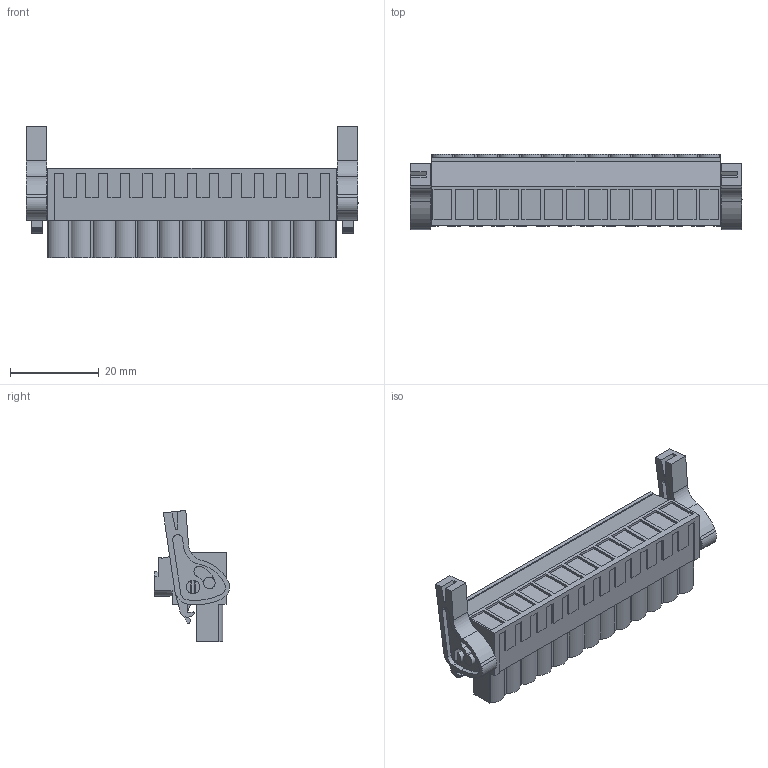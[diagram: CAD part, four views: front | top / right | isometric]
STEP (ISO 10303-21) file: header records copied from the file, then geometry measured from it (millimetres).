
FILE_DESCRIPTION(('CATIA V5 STEP Exchange','CAx-IF Rec.Pracs.--- Model Styling and Organization---1.2---2011-12-15'),'2;1');
FILE_NAME ('D1460376_0_1956260000_1956260000.stp','2017-05-31T13:03:05+00:00',('none'),('Weidmueller'),'CATIA Version 5-6 Release 2014','CATIA V5 STEP AP214','none');
FILE_SCHEMA(('AUTOMOTIVE_DESIGN { 1 0 10303 214 1 1 1 1 }'));
Length unit declared in the file: millimetre
Products named in the file (1): 1956260000
Bounding box: 74.7 x 16.89 x 29.52 mm (x, y, z)
Volume: 14006.4 mm3; surface area: 8757.2 mm2
Topology: 16 solids, 16 shells, 936 faces, 2668 edges, 1826 vertices
Faces by surface type: plane 713, cylinder 221, extrusion 2
Entity records: 29567 total; most frequent: CARTESIAN_POINT 5527, ORIENTED_EDGE 5336, DIRECTION 3887, EDGE_CURVE 2668, VECTOR 2129, LINE 2127, VERTEX_POINT 1826, AXIS2_PLACEMENT_3D 1123
